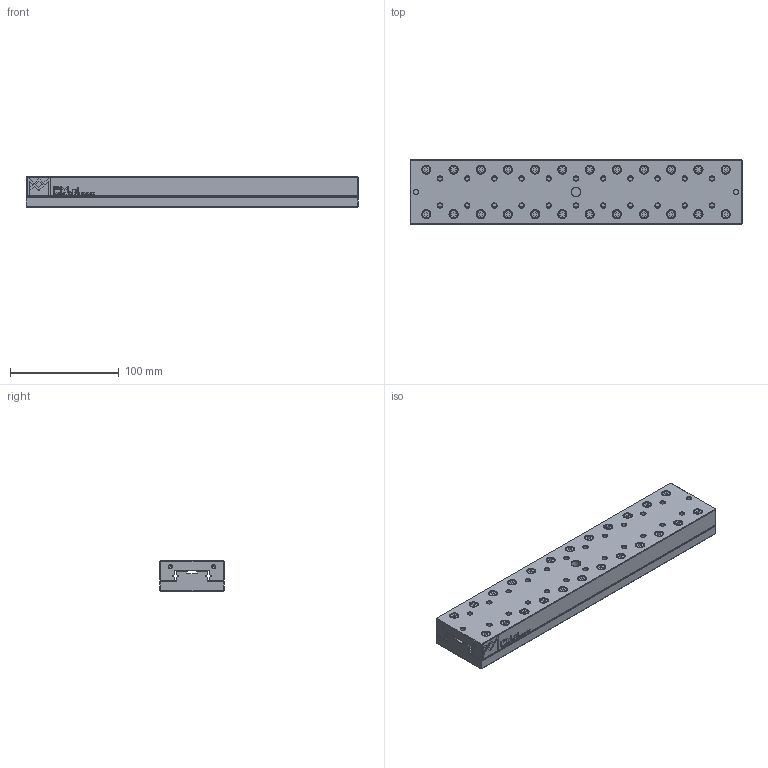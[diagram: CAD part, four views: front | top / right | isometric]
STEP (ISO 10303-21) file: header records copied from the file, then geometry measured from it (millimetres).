
FILE_DESCRIPTION(/* description */ (''),/* implementation_level */ '2;1');
FILE_NAME(/* name */ 'RT-3300_stp.stp',/* time_stamp */ '2024-10-04T14:00:19+02:00',/* author */ (''),/* organization */ (''),/* preprocessor_version */ 'ST-DEVELOPER v16.7',/* originating_system */ 'SIEMENS PLM Software NX 12.0',/* authorisation */ '');
FILE_SCHEMA (('AUTOMOTIVE_DESIGN { 1 0 10303 214 3 1 1 1 }'));
Length unit declared in the file: millimetre
Products named in the file (1): RT-3300_stp
Bounding box: 305 x 59.5 x 28 mm (x, y, z)
Volume: 473213.8 mm3; surface area: 121439.7 mm2
Topology: 2 solids, 2 shells, 1586 faces, 3807 edges, 2469 vertices
Faces by surface type: plane 1070, bspline 180, cone 175, cylinder 161
Full cylindrical faces by diameter (mm): 3 x4, 4 x36, 4.8 x10, 7 x24, 7.32 x24, 7.8 x56, 8 x1
Entity records: 48557 total; most frequent: CARTESIAN_POINT 9929, ORIENTED_EDGE 6866, DIRECTION 6380, EDGE_CURVE 3433, LINE 2580, VECTOR 2580, VERTEX_POINT 2425, EDGE_LOOP 2222
